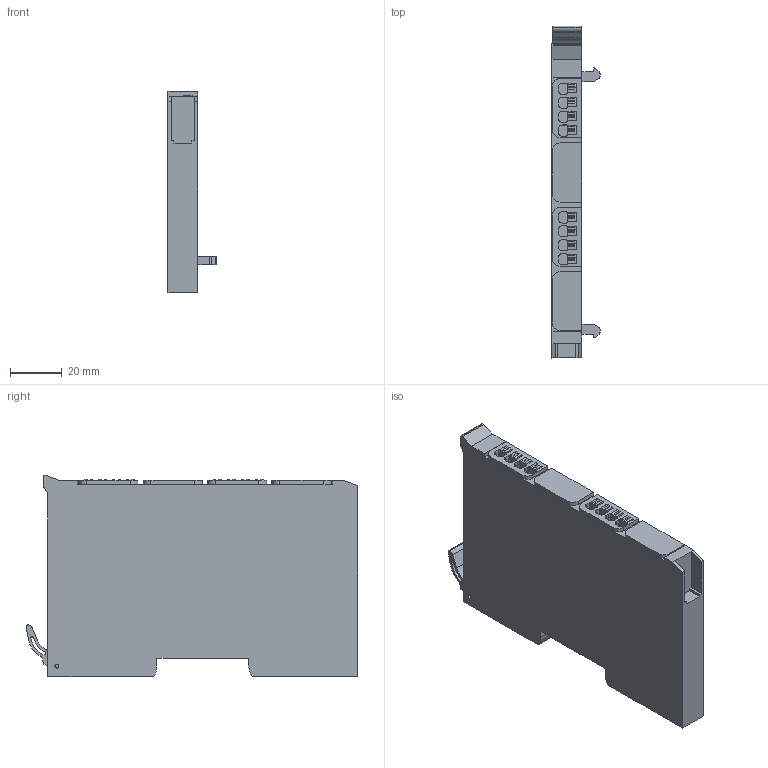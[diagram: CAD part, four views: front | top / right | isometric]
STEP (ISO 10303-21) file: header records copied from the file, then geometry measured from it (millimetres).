
FILE_DESCRIPTION(('CATIA V5R24 STEP','CAx-IF Rec.Pracs.--- Model Styling and Organization---1.2---2011-12-15'),'2;1');
FILE_NAME ('D1450929_0', '2016-11-04T08:35:47+00:00', ('Weidmueller Interface'), ('Weidmueller'), 'CATIA Version 5-6 Release 2014 SP4 HF52', 'CATIA V5 STEP AP214', 'none');
FILE_SCHEMA(('AUTOMOTIVE_DESIGN { 1 0 10303 214 1 1 1 1 }'));
Length unit declared in the file: millimetre
Products named in the file (1): 1315590000
Bounding box: 18.5 x 127.88 x 77.45 mm (x, y, z)
Volume: 99167.8 mm3; surface area: 27638.1 mm2
Topology: 14 solids, 14 shells, 502 faces, 1360 edges, 906 vertices
Faces by surface type: plane 351, cylinder 151
Entity records: 16257 total; most frequent: CARTESIAN_POINT 3041, ORIENTED_EDGE 2720, DIRECTION 2336, EDGE_CURVE 1360, VECTOR 1058, LINE 1058, VERTEX_POINT 906, AXIS2_PLACEMENT_3D 777
